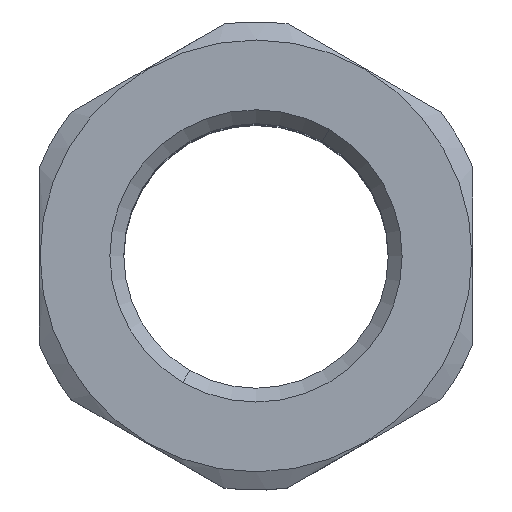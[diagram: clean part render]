
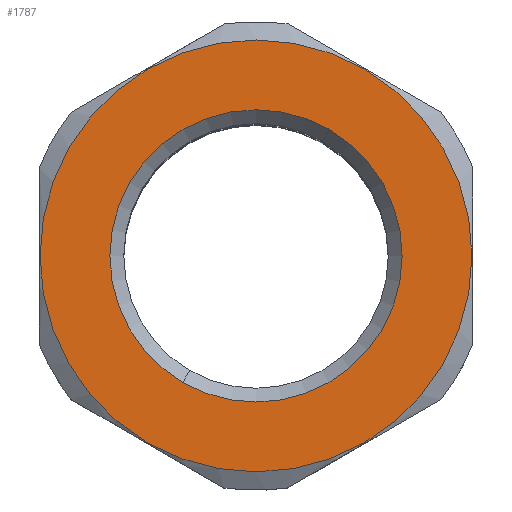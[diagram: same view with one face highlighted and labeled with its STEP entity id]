
A CAD part, top view. The second image highlights one B-rep face of the part: STEP entity #1787.
In plain terms, the highlighted planar face has unit normal (0, 0, 1).
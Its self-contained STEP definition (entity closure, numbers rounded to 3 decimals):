
#144 = EDGE_LOOP ( 'NONE', ( #2045, #2046 ) ) ;
#145 = EDGE_LOOP ( 'NONE', ( #2031, #2038 ) ) ;
#504 = DIRECTION ( 'NONE',  ( 0.501, 0.866, 0. ) ) ;
#505 = DIRECTION ( 'NONE',  ( 0., 0., -1. ) ) ;
#506 = CARTESIAN_POINT ( 'NONE',  ( -0.458, 13.999, 28.619 ) ) ;
#681 = CARTESIAN_POINT ( 'NONE',  ( 5.777, 24.776, 28.619 ) ) ;
#682 = CARTESIAN_POINT ( 'NONE',  ( -6.692, 3.223, 28.619 ) ) ;
#693 = CARTESIAN_POINT ( 'NONE',  ( 3.761, 21.292, 28.619 ) ) ;
#694 = CARTESIAN_POINT ( 'NONE',  ( -4.677, 6.707, 28.619 ) ) ;
#746 = AXIS2_PLACEMENT_3D ( 'NONE', #506, #505, #504 ) ;
#762 = AXIS2_PLACEMENT_3D ( 'NONE', #868, #867, #866 ) ;
#764 = CIRCLE ( 'NONE', #762, 8.425 ) ;
#780 = CIRCLE ( 'NONE', #746, 12.45 ) ;
#866 = DIRECTION ( 'NONE',  ( 0.501, 0.866, 0. ) ) ;
#867 = DIRECTION ( 'NONE',  ( 0., 0., -1. ) ) ;
#868 = CARTESIAN_POINT ( 'NONE',  ( -0.458, 13.999, 28.619 ) ) ;
#876 = EDGE_CURVE ( 'NONE', #1933, #1932, #764, .T. ) ;
#1010 = DIRECTION ( 'NONE',  ( 0.501, 0.866, 0. ) ) ;
#1013 = DIRECTION ( 'NONE',  ( 0., 0., -1. ) ) ;
#1016 = CARTESIAN_POINT ( 'NONE',  ( -0.458, 13.999, 28.619 ) ) ;
#1031 = DIRECTION ( 'NONE',  ( 0.501, 0.866, 0. ) ) ;
#1033 = DIRECTION ( 'NONE',  ( 0., 0., -1. ) ) ;
#1036 = CARTESIAN_POINT ( 'NONE',  ( -0.458, 13.999, 28.619 ) ) ;
#1291 = AXIS2_PLACEMENT_3D ( 'NONE', #1638, #1637, #1636 ) ;
#1336 = AXIS2_PLACEMENT_3D ( 'NONE', #1016, #1013, #1010 ) ;
#1339 = AXIS2_PLACEMENT_3D ( 'NONE', #1036, #1033, #1031 ) ;
#1378 = CIRCLE ( 'NONE', #1339, 8.425 ) ;
#1389 = CIRCLE ( 'NONE', #1336, 12.45 ) ;
#1458 = EDGE_CURVE ( 'NONE', #1920, #1921, #780, .T. ) ;
#1501 = EDGE_CURVE ( 'NONE', #1932, #1933, #1378, .T. ) ;
#1502 = EDGE_CURVE ( 'NONE', #1921, #1920, #1389, .T. ) ;
#1577 = FACE_OUTER_BOUND ( 'NONE', #145, .T. ) ;
#1580 = FACE_BOUND ( 'NONE', #144, .T. ) ;
#1636 = DIRECTION ( 'NONE',  ( 0.501, 0.866, 0. ) ) ;
#1637 = DIRECTION ( 'NONE',  ( 0., 0., -1. ) ) ;
#1638 = CARTESIAN_POINT ( 'NONE',  ( 9.497, 8.241, 28.619 ) ) ;
#1639 = PLANE ( 'NONE',  #1291 ) ;
#1787 = ADVANCED_FACE ( 'NONE', ( #1580, #1577 ), #1639, .F. ) ;
#1920 = VERTEX_POINT ( 'NONE', #681 ) ;
#1921 = VERTEX_POINT ( 'NONE', #682 ) ;
#1932 = VERTEX_POINT ( 'NONE', #693 ) ;
#1933 = VERTEX_POINT ( 'NONE', #694 ) ;
#2031 = ORIENTED_EDGE ( 'NONE', *, *, #1458, .F. ) ;
#2038 = ORIENTED_EDGE ( 'NONE', *, *, #1502, .F. ) ;
#2045 = ORIENTED_EDGE ( 'NONE', *, *, #876, .T. ) ;
#2046 = ORIENTED_EDGE ( 'NONE', *, *, #1501, .T. ) ;
